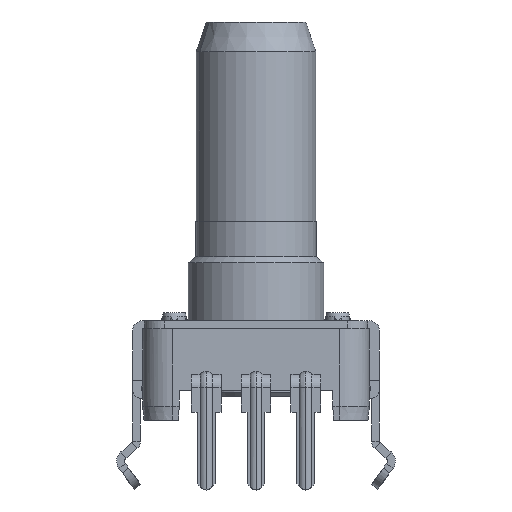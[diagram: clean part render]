
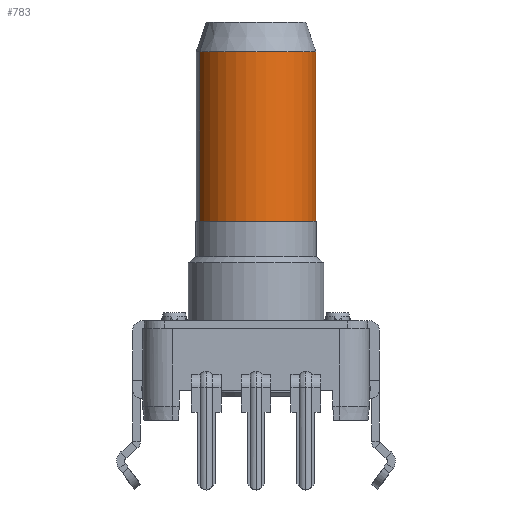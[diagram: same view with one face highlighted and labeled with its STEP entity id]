
A CAD part, front view. The second image highlights one B-rep face of the part: STEP entity #783.
In plain terms, the highlighted cylindrical face has radius 3 mm (diameter 6 mm), a partial arc.
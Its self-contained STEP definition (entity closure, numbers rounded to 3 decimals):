
#783=ADVANCED_FACE('NONE',(#1886),#1887,.T.);
#1886=FACE_OUTER_BOUND('',#3315,.T.);
#1887=CYLINDRICAL_SURFACE('',#3316,3.0);
#3315=EDGE_LOOP('',(#5538,#5539,#5540,#5541));
#3316=AXIS2_PLACEMENT_3D('',#5542,#5543,#5544);
#5538=ORIENTED_EDGE('',*,*,#8793,.F.);
#5539=ORIENTED_EDGE('',*,*,#8786,.T.);
#5540=ORIENTED_EDGE('',*,*,#8795,.T.);
#5541=ORIENTED_EDGE('',*,*,#9213,.T.);
#5542=CARTESIAN_POINT('',(0.0,0.0,0.771));
#5543=DIRECTION('',(0.0,0.0,1.0));
#5544=DIRECTION('',(-0.94,-0.342,0.0));
#8786=EDGE_CURVE('NONE',#10596,#10604,#10606,.T.);
#8793=EDGE_CURVE('NONE',#10596,#10617,#10618,.T.);
#8795=EDGE_CURVE('NONE',#10604,#10619,#10621,.T.);
#9213=EDGE_CURVE('NONE',#10619,#10617,#11282,.T.);
#10596=VERTEX_POINT('NONE',#13296);
#10604=VERTEX_POINT('NONE',#13308);
#10606=CIRCLE('',#13311,3.0);
#10617=VERTEX_POINT('NONE',#13324);
#10618=LINE('',#13325,#13326);
#10619=VERTEX_POINT('NONE',#13327);
#10621=LINE('',#13329,#13330);
#11282=CIRCLE('',#14255,3.0);
#13296=CARTESIAN_POINT('',(2.819,1.026,16.2));
#13308=CARTESIAN_POINT('',(-2.819,-1.026,16.2));
#13311=AXIS2_PLACEMENT_3D('',#16716,#16717,#16718);
#13324=CARTESIAN_POINT('',(2.819,1.026,7.7));
#13325=CARTESIAN_POINT('',(2.819,1.026,0.771));
#13326=VECTOR('',#16727,1000.0);
#13327=CARTESIAN_POINT('',(-2.819,-1.026,7.7));
#13329=CARTESIAN_POINT('',(-2.819,-1.026,0.771));
#13330=VECTOR('',#16731,1000.0);
#14255=AXIS2_PLACEMENT_3D('',#17170,#17171,#17172);
#16716=CARTESIAN_POINT('',(0.,0.,16.2));
#16717=DIRECTION('',(0.,0.,-1.0));
#16718=DIRECTION('',(-0.94,-0.342,0.));
#16727=DIRECTION('',(0.0,0.0,-1.0));
#16731=DIRECTION('',(0.0,0.0,-1.0));
#17170=CARTESIAN_POINT('',(0.0,0.0,7.7));
#17171=DIRECTION('',(0.0,0.,1.0));
#17172=DIRECTION('',(-1.0,0.0,0.0));
